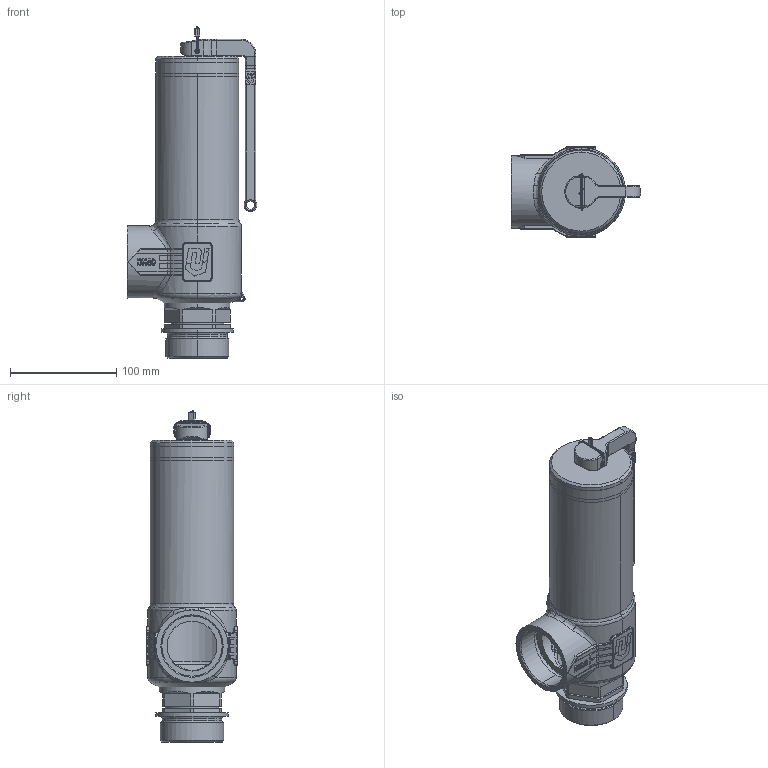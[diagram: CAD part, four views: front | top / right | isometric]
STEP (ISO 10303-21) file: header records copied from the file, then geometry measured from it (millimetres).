
FILE_DESCRIPTION(('HOOPS Exchange Step'),'2;1');
FILE_NAME('18_SV1801-DN32-2-x-2.stp','2025-02-07T11:36:56+01:00',('nieru'),('Unknown organisation'),'HOOPS Exchange 2024.2','HOOPS Exchange','Unknown authorisation');
FILE_SCHEMA( ('AP203_CONFIGURATION_CONTROLLED_3D_DESIGN_OF_MECHANICAL_PARTS_AND_ASSEMBLIES_MIM_LF') );
Length unit declared in the file: millimetre
Products named in the file (2): 0; root
Assembly tree (1 placements, depth 2):
  root
    0
Bounding box: 122 x 85 x 312.44 mm (x, y, z)
Volume: 587819.6 mm3; surface area: 184543.2 mm2
Topology: 11 solids, 11 shells, 998 faces, 2566 edges, 1623 vertices
Faces by surface type: plane 356, cylinder 266, bspline 244, torus 93, cone 35, sphere 4
Full cylindrical faces by diameter (mm): 78.4 x1
Entity records: 43706 total; most frequent: CARTESIAN_POINT 21283, ORIENTED_EDGE 5102, DIRECTION 3896, EDGE_CURVE 2551, VERTEX_POINT 1623, AXIS2_PLACEMENT_3D 1351, VECTOR 1194, LINE 1194
